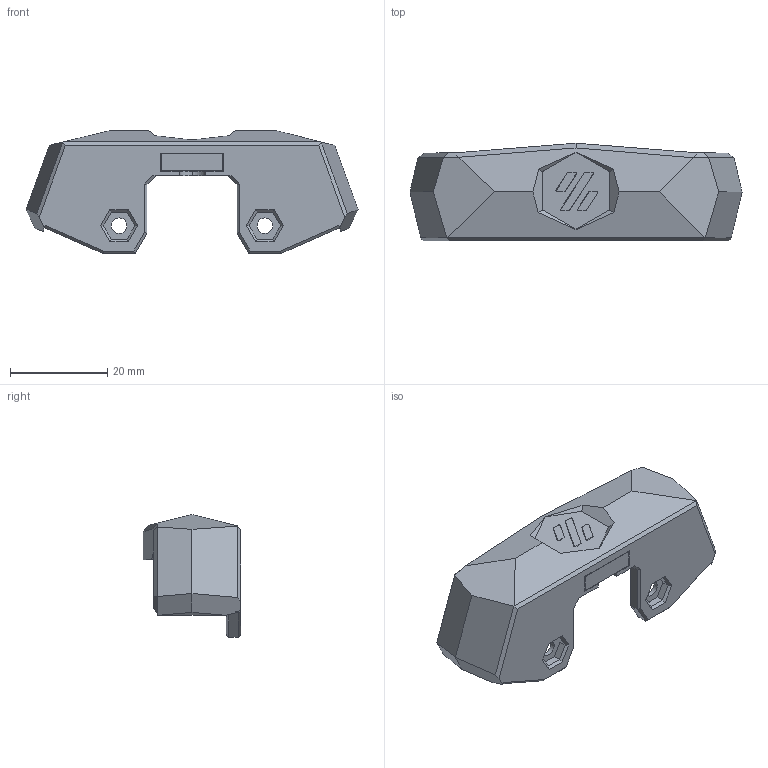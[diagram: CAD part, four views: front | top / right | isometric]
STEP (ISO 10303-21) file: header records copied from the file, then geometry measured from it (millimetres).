
FILE_DESCRIPTION(/* description */ (''),/* implementation_level */ '2;1');
FILE_NAME(/* name */ 'Stealth Bed Front v3.step',/* time_stamp */ '2022-05-20T22:50:21-04:00',/* author */ (''),/* organization */ (''),/* preprocessor_version */ 'ST-DEVELOPER v18.1',/* originating_system */ 'Autodesk Translation Framework v10.14.0.1471',/* authorisation */ '');
FILE_SCHEMA (('AUTOMOTIVE_DESIGN { 1 0 10303 214 3 1 1 }'));
Length unit declared in the file: millimetre
Products named in the file (2): Stealth Bed Front; Stealth_Bed_Front
Assembly tree (1 placements, depth 2):
  Stealth Bed Front
    Stealth_Bed_Front
Bounding box: 68.16 x 20 x 25.24 mm (x, y, z)
Volume: 10438.1 mm3; surface area: 7057.4 mm2
Topology: 4 solids, 4 shells, 254 faces, 664 edges, 425 vertices
Faces by surface type: plane 216, cylinder 34, bspline 2, cone 2
Full cylindrical faces by diameter (mm): 3.2 x2, 7.27 x1
Entity records: 7864 total; most frequent: CARTESIAN_POINT 1494, ORIENTED_EDGE 1328, DIRECTION 1243, EDGE_CURVE 664, LINE 583, VECTOR 583, VERTEX_POINT 425, AXIS2_PLACEMENT_3D 330
